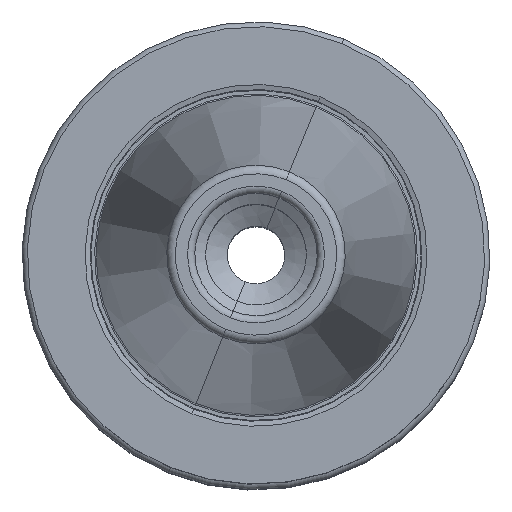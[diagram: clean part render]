
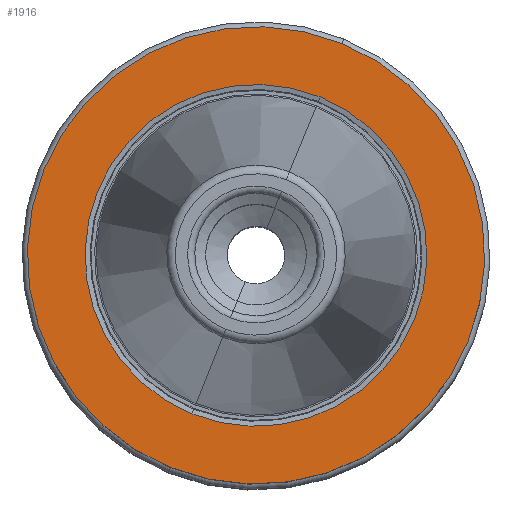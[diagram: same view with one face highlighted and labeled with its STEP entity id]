
A CAD part, top view. The second image highlights one B-rep face of the part: STEP entity #1916.
In plain terms, the highlighted planar face has unit normal (0, 0, 1).
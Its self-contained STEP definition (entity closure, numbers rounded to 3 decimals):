
#505=CARTESIAN_POINT('',(0.,0.,-3.2));
#506=DIRECTION('',(0.,0.,1.));
#507=DIRECTION('',(0.375,0.927,0.));
#508=AXIS2_PLACEMENT_3D('',#505,#506,#507);
#513=CARTESIAN_POINT('',(0.,0.,-3.2));
#514=DIRECTION('',(0.,0.,-1.));
#515=DIRECTION('',(0.375,0.927,0.));
#516=AXIS2_PLACEMENT_3D('',#513,#514,#515);
#521=CARTESIAN_POINT('',(0.,0.,-3.2));
#522=DIRECTION('',(0.,0.,-1.));
#523=DIRECTION('',(0.375,0.927,0.));
#524=AXIS2_PLACEMENT_3D('',#521,#522,#523);
#543=CARTESIAN_POINT('',(0.,0.,-3.2));
#544=DIRECTION('',(0.,0.,1.));
#545=DIRECTION('',(0.375,0.927,0.));
#546=AXIS2_PLACEMENT_3D('',#543,#544,#545);
#1325=CARTESIAN_POINT('',(11.903,29.461,-3.2));
#1326=VERTEX_POINT('',#1325);
#1327=CARTESIAN_POINT('',(8.895,22.016,-3.2));
#1329=VERTEX_POINT('',#1327);
#1415=CARTESIAN_POINT('',(-11.903,-29.461,-3.2));
#1416=VERTEX_POINT('',#1415);
#1417=CARTESIAN_POINT('',(-8.895,-22.016,-3.2));
#1419=VERTEX_POINT('',#1417);
#1901=CARTESIAN_POINT('',(0.,0.,-3.2));
#1902=DIRECTION('',(0.,0.,-1.));
#1903=DIRECTION('',(-0.375,-0.927,0.));
#1904=AXIS2_PLACEMENT_3D('',#1901,#1902,#1903);
#1905=PLANE('',#1904);
#1906=ORIENTED_EDGE('',*,*,#1880,.F.);
#1907=ORIENTED_EDGE('',*,*,#1896,.T.);
#1908=EDGE_LOOP('',(#1906,#1907));
#1909=FACE_OUTER_BOUND('',#1908,.F.);
#1911=ORIENTED_EDGE('',*,*,#1910,.F.);
#1913=ORIENTED_EDGE('',*,*,#1912,.T.);
#1914=EDGE_LOOP('',(#1911,#1913));
#1915=FACE_BOUND('',#1914,.F.);
#509=CIRCLE('',#508,31.775);
#517=CIRCLE('',#516,31.775);
#525=CIRCLE('',#524,23.746);
#547=CIRCLE('',#546,23.746);
#1880=EDGE_CURVE('',#1326,#1416,#509,.T.);
#1896=EDGE_CURVE('',#1326,#1416,#517,.T.);
#1910=EDGE_CURVE('',#1329,#1419,#525,.T.);
#1912=EDGE_CURVE('',#1329,#1419,#547,.T.);
#1916=ADVANCED_FACE('',(#1909,#1915),#1905,.F.);
